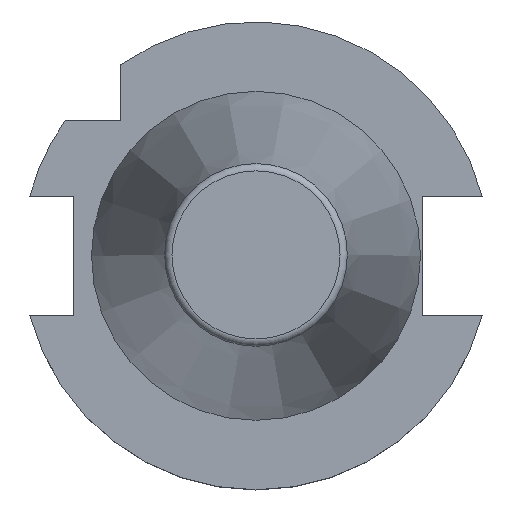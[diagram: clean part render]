
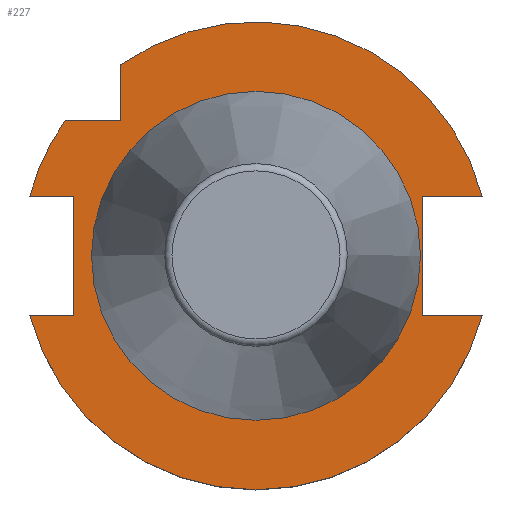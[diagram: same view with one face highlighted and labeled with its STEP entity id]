
A CAD part, top view. The second image highlights one B-rep face of the part: STEP entity #227.
In plain terms, the highlighted planar face has unit normal (0, 0, 1).
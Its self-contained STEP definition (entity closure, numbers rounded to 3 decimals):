
#66=LINE('',#1362,#117);
#67=LINE('',#1365,#118);
#68=LINE('',#1366,#119);
#69=LINE('',#1368,#120);
#70=LINE('',#1370,#121);
#71=LINE('',#1371,#122);
#72=LINE('',#1373,#123);
#73=LINE('',#1374,#124);
#117=VECTOR('',#1092,1.);
#118=VECTOR('',#1093,1.);
#119=VECTOR('',#1094,1.);
#120=VECTOR('',#1095,1.);
#121=VECTOR('',#1096,1.);
#122=VECTOR('',#1097,1.);
#123=VECTOR('',#1098,1.);
#124=VECTOR('',#1099,1.);
#165=PLANE('',#940);
#227=ADVANCED_FACE('CU_FL_SU_5',(#298,#299),#165,.F.);
#298=FACE_BOUND('',#351,.T.);
#299=FACE_BOUND('',#352,.T.);
#351=EDGE_LOOP('',(#452,#453,#454,#455,#456,#457,#458,#459,#460,#461,#462));
#352=EDGE_LOOP('',(#463));
#452=ORIENTED_EDGE('',*,*,#754,.F.);
#453=ORIENTED_EDGE('',*,*,#755,.T.);
#454=ORIENTED_EDGE('',*,*,#742,.F.);
#455=ORIENTED_EDGE('',*,*,#756,.F.);
#456=ORIENTED_EDGE('',*,*,#757,.T.);
#457=ORIENTED_EDGE('',*,*,#758,.T.);
#458=ORIENTED_EDGE('',*,*,#746,.T.);
#459=ORIENTED_EDGE('',*,*,#759,.T.);
#460=ORIENTED_EDGE('',*,*,#760,.F.);
#461=ORIENTED_EDGE('',*,*,#750,.F.);
#462=ORIENTED_EDGE('',*,*,#761,.F.);
#463=ORIENTED_EDGE('',*,*,#762,.T.);
#658=VERTEX_POINT('',#1331);
#660=VERTEX_POINT('',#1335);
#661=VERTEX_POINT('',#1339);
#664=VERTEX_POINT('',#1344);
#666=VERTEX_POINT('',#1349);
#668=VERTEX_POINT('',#1353);
#671=VERTEX_POINT('',#1363);
#672=VERTEX_POINT('',#1364);
#673=VERTEX_POINT('',#1367);
#674=VERTEX_POINT('',#1369);
#675=VERTEX_POINT('',#1372);
#676=VERTEX_POINT('',#1376);
#742=EDGE_CURVE('',#660,#658,#843,.T.);
#746=EDGE_CURVE('',#661,#664,#845,.T.);
#750=EDGE_CURVE('',#668,#666,#847,.T.);
#754=EDGE_CURVE('',#671,#672,#66,.T.);
#755=EDGE_CURVE('',#671,#658,#67,.T.);
#756=EDGE_CURVE('',#673,#660,#68,.T.);
#757=EDGE_CURVE('',#673,#674,#69,.T.);
#758=EDGE_CURVE('',#674,#661,#70,.T.);
#759=EDGE_CURVE('',#664,#675,#71,.T.);
#760=EDGE_CURVE('',#666,#675,#72,.T.);
#761=EDGE_CURVE('',#672,#668,#73,.T.);
#762=EDGE_CURVE('',#676,#676,#849,.T.);
#843=CIRCLE('',#929,31.75);
#845=CIRCLE('',#932,31.75);
#847=CIRCLE('',#935,31.75);
#849=CIRCLE('',#939,22.);
#929=AXIS2_PLACEMENT_3D('',#1336,#1066,#1067);
#932=AXIS2_PLACEMENT_3D('',#1345,#1074,#1075);
#935=AXIS2_PLACEMENT_3D('',#1354,#1082,#1083);
#939=AXIS2_PLACEMENT_3D('',#1375,#1100,#1101);
#940=AXIS2_PLACEMENT_3D('',#1377,#1102,#1103);
#1066=DIRECTION('',(0.,0.,-1.));
#1067=DIRECTION('',(-1.,0.,0.));
#1074=DIRECTION('',(0.,0.,1.));
#1075=DIRECTION('',(-1.,0.,0.));
#1082=DIRECTION('',(0.,0.,-1.));
#1083=DIRECTION('',(-1.,0.,0.));
#1092=DIRECTION('',(0.,1.,0.));
#1093=DIRECTION('',(-1.,0.,0.));
#1094=DIRECTION('',(1.,0.,0.));
#1095=DIRECTION('',(0.,1.,0.));
#1096=DIRECTION('',(1.,0.,0.));
#1097=DIRECTION('',(0.,-1.,0.));
#1098=DIRECTION('',(1.,0.,0.));
#1099=DIRECTION('',(-1.,0.,0.));
#1100=DIRECTION('',(0.,0.,-1.));
#1101=DIRECTION('',(-1.,0.,0.));
#1102=DIRECTION('',(0.,0.,-1.));
#1103=DIRECTION('',(-1.,0.,0.));
#1331=CARTESIAN_POINT('',(-30.701,-8.095,-3.2));
#1335=CARTESIAN_POINT('',(30.701,-8.095,-3.2));
#1336=CARTESIAN_POINT('',(0.,0.,-3.2));
#1339=CARTESIAN_POINT('',(30.701,8.095,-3.2));
#1344=CARTESIAN_POINT('',(-18.35,25.91,-3.2));
#1345=CARTESIAN_POINT('',(0.,0.,-3.2));
#1349=CARTESIAN_POINT('',(-25.91,18.35,-3.2));
#1353=CARTESIAN_POINT('',(-30.701,8.095,-3.2));
#1354=CARTESIAN_POINT('',(0.,0.,-3.2));
#1362=CARTESIAN_POINT('',(-24.8,22.,-3.2));
#1363=CARTESIAN_POINT('',(-24.8,-8.095,-3.2));
#1364=CARTESIAN_POINT('',(-24.8,8.095,-3.2));
#1365=CARTESIAN_POINT('',(-41.75,-8.095,-3.2));
#1366=CARTESIAN_POINT('',(0.,-8.095,-3.2));
#1367=CARTESIAN_POINT('',(22.6,-8.095,-3.2));
#1368=CARTESIAN_POINT('',(22.6,22.,-3.2));
#1369=CARTESIAN_POINT('',(22.6,8.095,-3.2));
#1370=CARTESIAN_POINT('',(41.75,8.095,-3.2));
#1371=CARTESIAN_POINT('',(-18.35,22.,-3.2));
#1372=CARTESIAN_POINT('',(-18.35,18.35,-3.2));
#1373=CARTESIAN_POINT('',(0.,18.35,-3.2));
#1374=CARTESIAN_POINT('',(0.,8.095,-3.2));
#1375=CARTESIAN_POINT('',(0.,0.,-3.2));
#1376=CARTESIAN_POINT('',(-22.,0.,-3.2));
#1377=CARTESIAN_POINT('',(0.,22.,-3.2));
